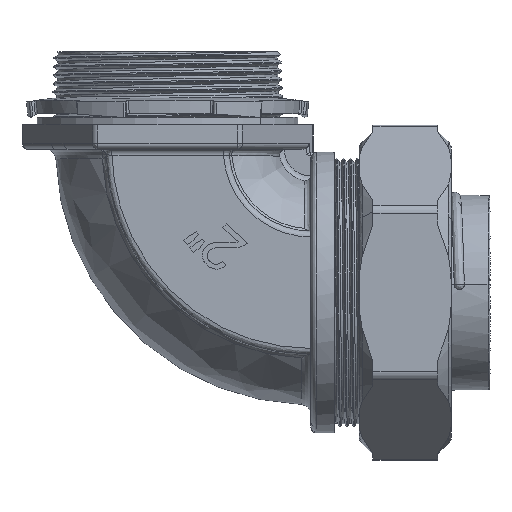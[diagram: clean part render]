
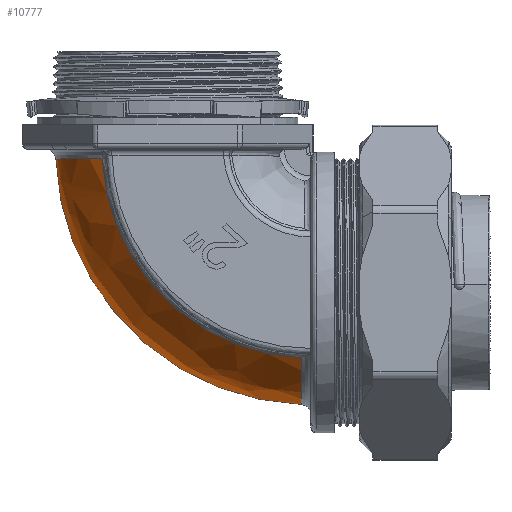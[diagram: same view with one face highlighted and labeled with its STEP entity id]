
A CAD part, left-side view. The second image highlights one B-rep face of the part: STEP entity #10777.
In plain terms, the highlighted free-form (B-spline) face has degree [3, 3] with [4, 4] control points.
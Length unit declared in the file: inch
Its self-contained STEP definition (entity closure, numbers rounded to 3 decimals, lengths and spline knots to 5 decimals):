
#588 = CARTESIAN_POINT ( 'NONE',  ( 0., 1.06717, -1.14566 ) ) ;
#611 = CARTESIAN_POINT ( 'NONE',  ( 0., 0.969, 1.46875 ) ) ;
#1028 = CARTESIAN_POINT ( 'NONE',  ( -0.37555, 3.58418, 1.39404 ) ) ;
#2942 = VERTEX_POINT ( 'NONE', #588 ) ;
#3464 = CARTESIAN_POINT ( 'NONE',  ( -0.68532, 3.3573, 1.37013 ) ) ;
#3639 = CARTESIAN_POINT ( 'NONE',  ( -0.22898, 3.56122, 1.37055 ) ) ;
#3955 = CARTESIAN_POINT ( 'NONE',  ( -0.50486, 1.06739, -1.02856 ) ) ;
#4953 = DIRECTION ( 'NONE',  ( 0., 0., 1. ) ) ;
#5395 = CARTESIAN_POINT ( 'NONE',  ( -0.37555, 2.50715, -1.10463 ) ) ;
#7825 = CARTESIAN_POINT ( 'NONE',  ( -0.60681, 3.40999, 1.37024 ) ) ;
#8029 = CARTESIAN_POINT ( 'NONE',  ( -0.09293, 3.58056, 1.37058 ) ) ;
#8310 = CARTESIAN_POINT ( 'NONE',  ( -0.5177, 1.06741, -1.02214 ) ) ;
#9537 = EDGE_CURVE ( 'NONE', #53622, #2942, #35168, .T. ) ;
#9737 = CARTESIAN_POINT ( 'NONE',  ( 0., 3.58418, 1.39404 ) ) ;
#10777 = ADVANCED_FACE ( 'NONE', ( #47622 ), #50405, .T. ) ;
#12225 = CARTESIAN_POINT ( 'NONE',  ( -0.56004, 3.43747, 1.3703 ) ) ;
#12393 = CARTESIAN_POINT ( 'NONE',  ( 0., 3.58341, 1.37058 ) ) ;
#12696 = CARTESIAN_POINT ( 'NONE',  ( -0.52075, 1.06741, -1.02059 ) ) ;
#13922 = CARTESIAN_POINT ( 'NONE',  ( -0.92997, 3.07491, 0.21002 ) ) ;
#14130 = CARTESIAN_POINT ( 'NONE',  ( 0., 2.50715, -1.10463 ) ) ;
#16572 = CARTESIAN_POINT ( 'NONE',  ( -0.53183, 3.45263, 1.37033 ) ) ;
#16883 = CARTESIAN_POINT ( 'NONE',  ( -0.18495, 1.06718, -1.13424 ) ) ;
#17086 = CARTESIAN_POINT ( 'NONE',  ( -0.60949, 1.0675, -0.97523 ) ) ;
#17328 = B_SPLINE_CURVE_WITH_KNOTS ( 'NONE', 3,
 ( #20817, #37999, #55723, #29647, #3464, #34024, #7825, #38376, #12225, #42778, #16572, #47209, #20999, #51572, #25409, #55920, #29854, #3639, #34209, #8029, #38562, #12393 ),
 .UNSPECIFIED., .F., .F.,
 ( 4, 2, 2, 2, 1, 1, 1, 1, 2, 2, 2, 2, 4 ),
 ( 0., 0.12494, 0.18741, 0.21865, 0.23427, 0.24207, 0.24598, 0.24793, 0.24891, 0.24988, 0.37482, 0.43729, 0.49977 ),
 .UNSPECIFIED. ) ;
#18359 = CARTESIAN_POINT ( 'NONE',  ( -0.92997, 1.03014, -0.67137 ) ) ;
#18661 = EDGE_CURVE ( 'NONE', #2942, #54908, #29866, .T. ) ;
#18863 = DIRECTION ( 'NONE',  ( 1., 0., 0. ) ) ;
#20817 = CARTESIAN_POINT ( 'NONE',  ( -0.92997, 3.10769, 1.36952 ) ) ;
#20999 = CARTESIAN_POINT ( 'NONE',  ( -0.52502, 3.45615, 1.37034 ) ) ;
#21271 = CARTESIAN_POINT ( 'NONE',  ( -0.35942, 1.06727, -1.08878 ) ) ;
#21326 = CIRCLE ( 'NONE', #31533, 2.14099 ) ;
#21474 = CARTESIAN_POINT ( 'NONE',  ( -0.82369, 1.06788, -0.80188 ) ) ;
#22761 = CARTESIAN_POINT ( 'NONE',  ( -0.70996, 3.37428, 0.03108 ) ) ;
#25409 = CARTESIAN_POINT ( 'NONE',  ( -0.5229, 3.45724, 1.37034 ) ) ;
#25709 = CARTESIAN_POINT ( 'NONE',  ( -0.44236, 1.06733, -1.05712 ) ) ;
#25911 = CARTESIAN_POINT ( 'NONE',  ( -0.92997, 1.06823, -0.66994 ) ) ;
#27181 = CARTESIAN_POINT ( 'NONE',  ( -0.70996, 1.03883, -0.9756 ) ) ;
#28991 = CARTESIAN_POINT ( 'NONE',  ( -0.92997, 1.06823, -0.66994 ) ) ;
#29647 = CARTESIAN_POINT ( 'NONE',  ( -0.72181, 3.32888, 1.37007 ) ) ;
#29854 = CARTESIAN_POINT ( 'NONE',  ( -0.36065, 3.52896, 1.37049 ) ) ;
#29866 = B_SPLINE_CURVE_WITH_KNOTS ( 'NONE', 3,
 ( #34118, #38666, #16883, #47499, #21271, #51874, #25709, #56200, #30140, #3955, #34498, #8310, #38869, #12696, #43238, #17086, #47705, #21474, #52044, #25911 ),
 .UNSPECIFIED., .F., .F.,
 ( 4, 2, 2, 2, 1, 1, 1, 1, 2, 2, 2, 4 ),
 ( 0.49977, 0.62482, 0.68735, 0.71862, 0.73425, 0.74207, 0.74597, 0.74793, 0.74891, 0.74988, 0.87494, 1. ),
 .UNSPECIFIED. ) ;
#30140 = CARTESIAN_POINT ( 'NONE',  ( -0.4876, 1.06738, -1.03692 ) ) ;
#31155 = DIRECTION ( 'NONE',  ( -1., 0., 0. ) ) ;
#31533 = AXIS2_PLACEMENT_3D ( 'NONE', #45077, #18863, #49446 ) ;
#31568 = CARTESIAN_POINT ( 'NONE',  ( -0.37555, 3.54238, -0.0694 ) ) ;
#32271 = EDGE_CURVE ( 'NONE', #55233, #53622, #17328, .T. ) ;
#33812 = ORIENTED_EDGE ( 'NONE', *, *, #9537, .T. ) ;
#33851 = CARTESIAN_POINT ( 'NONE',  ( 0., 3.58341, 1.37058 ) ) ;
#34024 = CARTESIAN_POINT ( 'NONE',  ( -0.6269, 3.39716, 1.37022 ) ) ;
#34118 = CARTESIAN_POINT ( 'NONE',  ( 0., 1.06717, -1.14566 ) ) ;
#34209 = CARTESIAN_POINT ( 'NONE',  ( -0.1841, 3.56946, 1.37056 ) ) ;
#34498 = CARTESIAN_POINT ( 'NONE',  ( -0.51343, 1.0674, -1.02429 ) ) ;
#34516 = EDGE_LOOP ( 'NONE', ( #54911, #33812, #43337, #39965 ) ) ;
#35168 = CIRCLE ( 'NONE', #42254, 2.61625 ) ;
#35531 = EDGE_CURVE ( 'NONE', #54908, #55233, #21326, .T. ) ;
#35960 = CARTESIAN_POINT ( 'NONE',  ( -0.37555, 1.04371, -1.14643 ) ) ;
#37999 = CARTESIAN_POINT ( 'NONE',  ( -0.88166, 3.1746, 1.3697 ) ) ;
#38376 = CARTESIAN_POINT ( 'NONE',  ( -0.57578, 3.42844, 1.37028 ) ) ;
#38562 = CARTESIAN_POINT ( 'NONE',  ( -0.04657, 3.58341, 1.37058 ) ) ;
#38666 = CARTESIAN_POINT ( 'NONE',  ( -0.09323, 1.06717, -1.14566 ) ) ;
#38869 = CARTESIAN_POINT ( 'NONE',  ( -0.51953, 1.06741, -1.02121 ) ) ;
#39965 = ORIENTED_EDGE ( 'NONE', *, *, #35531, .T. ) ;
#40163 = CARTESIAN_POINT ( 'NONE',  ( -0.92997, 3.10912, 1.40761 ) ) ;
#40347 = CARTESIAN_POINT ( 'NONE',  ( 0., 3.54238, -0.0694 ) ) ;
#42254 = AXIS2_PLACEMENT_3D ( 'NONE', #611, #31155, #4953 ) ;
#42778 = CARTESIAN_POINT ( 'NONE',  ( -0.5413, 3.44764, 1.37032 ) ) ;
#43238 = CARTESIAN_POINT ( 'NONE',  ( -0.52128, 1.06741, -1.02032 ) ) ;
#43337 = ORIENTED_EDGE ( 'NONE', *, *, #18661, .T. ) ;
#44524 = CARTESIAN_POINT ( 'NONE',  ( -0.92997, 2.22773, -0.63716 ) ) ;
#44571 = CARTESIAN_POINT ( 'NONE',  ( -0.92997, 3.10769, 1.36952 ) ) ;
#44718 = CARTESIAN_POINT ( 'NONE',  ( 0., 1.04371, -1.14643 ) ) ;
#45077 = CARTESIAN_POINT ( 'NONE',  ( -0.92997, 0.969, 1.46875 ) ) ;
#47209 = CARTESIAN_POINT ( 'NONE',  ( -0.52707, 3.4551, 1.37033 ) ) ;
#47499 = CARTESIAN_POINT ( 'NONE',  ( -0.31654, 1.06724, -1.10202 ) ) ;
#47622 = FACE_OUTER_BOUND ( 'NONE', #34516, .T. ) ;
#47705 = CARTESIAN_POINT ( 'NONE',  ( -0.68764, 1.06761, -0.92105 ) ) ;
#48951 = CARTESIAN_POINT ( 'NONE',  ( -0.70996, 3.41335, 1.39892 ) ) ;
#49446 = DIRECTION ( 'NONE',  ( 0., 0., 1. ) ) ;
#50405 =( BOUNDED_SURFACE ( )  B_SPLINE_SURFACE ( 3, 3, ( 
 ( #40163, #13922, #44524, #18359 ),
 ( #48951, #22761, #53310, #27181 ),
 ( #1028, #31568, #5395, #35960 ),
 ( #9737, #40347, #14130, #44718 ) ),
 .UNSPECIFIED., .F., .F., .F. ) 
 B_SPLINE_SURFACE_WITH_KNOTS ( ( 4, 4 ),
 ( 4, 4 ),
 ( 0., 1. ),
 ( 0., 1. ),
 .UNSPECIFIED. ) 
 GEOMETRIC_REPRESENTATION_ITEM ( )  RATIONAL_B_SPLINE_SURFACE ( (
 ( 1., 0.818, 0.818, 1.),
 ( 0.927, 0.758, 0.758, 0.927),
 ( 0.927, 0.758, 0.758, 0.927),
 ( 1., 0.818, 0.818, 1.) ) ) 
 REPRESENTATION_ITEM ( '' )  SURFACE ( )  );
#51572 = CARTESIAN_POINT ( 'NONE',  ( -0.52366, 3.45685, 1.37034 ) ) ;
#51874 = CARTESIAN_POINT ( 'NONE',  ( -0.42186, 1.06732, -1.06547 ) ) ;
#52044 = CARTESIAN_POINT ( 'NONE',  ( -0.88163, 1.06805, -0.73689 ) ) ;
#53310 = CARTESIAN_POINT ( 'NONE',  ( -0.70996, 2.40667, -0.93653 ) ) ;
#53622 = VERTEX_POINT ( 'NONE', #33851 ) ;
#54908 = VERTEX_POINT ( 'NONE', #28991 ) ;
#54911 = ORIENTED_EDGE ( 'NONE', *, *, #32271, .T. ) ;
#55233 = VERTEX_POINT ( 'NONE', #44571 ) ;
#55723 = CARTESIAN_POINT ( 'NONE',  ( -0.82377, 3.23954, 1.36987 ) ) ;
#55920 = CARTESIAN_POINT ( 'NONE',  ( -0.44443, 3.49739, 1.37042 ) ) ;
#56200 = CARTESIAN_POINT ( 'NONE',  ( -0.4726, 1.06736, -1.04379 ) ) ;
